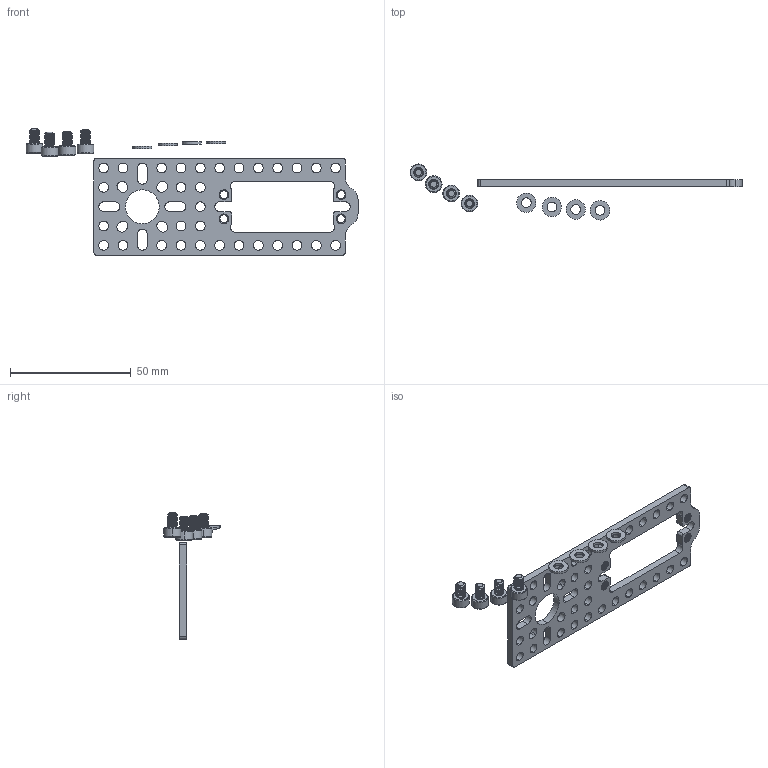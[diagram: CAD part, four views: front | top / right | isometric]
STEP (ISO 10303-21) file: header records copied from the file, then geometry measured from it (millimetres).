
FILE_DESCRIPTION (( 'STEP AP203' ), '1' );
FILE_NAME ('1800-0040-0001 assembly.STEP', '2018-03-22T21:54:19', ( '' ), ( '' ), 'SwSTEP 2.0', 'SolidWorks 2016', '' );
FILE_SCHEMA (( 'CONFIG_CONTROL_DESIGN' ));
Length unit declared in the file: millimetre
Products named in the file (4): 2801-0004-0008_91166A230; 1800-0040-0001 assembly; 2800-0004-0006_90128A207; 1800-0040-0001
Assembly tree (9 placements, depth 2):
  1800-0040-0001 assembly
    1800-0040-0001
    2801-0004-0008_91166A230  x4
    2800-0004-0006_90128A207  x4
Bounding box: 137.38 x 23.2 x 52.2 mm (x, y, z)
Volume: 8504.3 mm3; surface area: 9909.1 mm2
Topology: 9 solids, 9 shells, 521 faces, 1395 edges, 900 vertices
Faces by surface type: cylinder 345, plane 82, cone 78, bspline 16
Entity records: 21517 total; most frequent: CARTESIAN_POINT 13048, ORIENTED_EDGE 1776, DIRECTION 1569, EDGE_CURVE 888, AXIS2_PLACEMENT_3D 612, VERTEX_POINT 579, EDGE_LOOP 411, LINE 345
